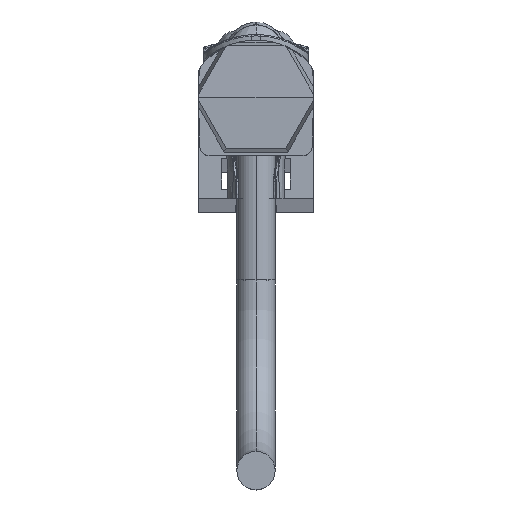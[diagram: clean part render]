
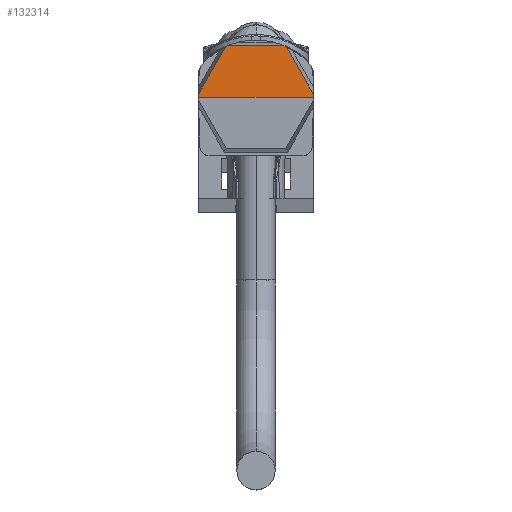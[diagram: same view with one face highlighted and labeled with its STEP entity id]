
A CAD part, top view. The second image highlights one B-rep face of the part: STEP entity #132314.
In plain terms, the highlighted planar face has unit normal (0, 0.018, 1).
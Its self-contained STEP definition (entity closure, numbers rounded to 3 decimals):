
#53481=CARTESIAN_POINT('',(3.161,7.618,420.658));
#53514=CARTESIAN_POINT('',(2.928,7.722,420.656));
#53515=CARTESIAN_POINT('',(3.006,7.689,420.657));
#53516=CARTESIAN_POINT('',(3.084,7.654,420.657));
#53517=CARTESIAN_POINT('',(3.161,7.618,420.658));
#53519=DIRECTION('',(-0.497,0.868,-0.015));
#53520=VECTOR('',#53519,5.7);
#53521=CARTESIAN_POINT('',(5.994,2.673,420.744));
#53522=LINE('',#53521,#53520);
#53523=DIRECTION('',(-0.017,1.,-0.017));
#53524=VECTOR('',#53523,0.323);
#53525=CARTESIAN_POINT('',(6.,2.35,420.75));
#53526=LINE('',#53525,#53524);
#53527=DIRECTION('',(1.,0.,0.));
#53528=VECTOR('',#53527,12.);
#53529=CARTESIAN_POINT('',(-6.,2.35,420.75));
#53530=LINE('',#53529,#53528);
#53531=DIRECTION('',(0.017,1.,-0.017));
#53532=VECTOR('',#53531,0.323);
#53533=CARTESIAN_POINT('',(-6.,2.35,420.75));
#53534=LINE('',#53533,#53532);
#53535=DIRECTION('',(-0.497,-0.868,0.015));
#53536=VECTOR('',#53535,5.7);
#53537=CARTESIAN_POINT('',(-3.161,7.618,
420.658));
#53538=LINE('',#53537,#53536);
#53539=CARTESIAN_POINT('',(-3.161,7.618,
420.658));
#53540=CARTESIAN_POINT('',(-3.084,7.654,
420.657));
#53541=CARTESIAN_POINT('',(-3.006,7.689,
420.657));
#53542=CARTESIAN_POINT('',(-2.927,7.722,
420.656));
#53544=DIRECTION('',(-1.,0.,0.));
#53545=VECTOR('',#53544,5.855);
#53546=CARTESIAN_POINT('',(2.928,7.722,420.656));
#53547=LINE('',#53546,#53545);
#55314=CARTESIAN_POINT('',(2.928,7.722,420.656));
#55320=CARTESIAN_POINT('',(-2.927,7.722,
420.656));
#55330=CARTESIAN_POINT('',(-3.161,7.618,
420.658));
#58951=CARTESIAN_POINT('',(-6.,2.35,420.75));
#58952=VERTEX_POINT('',#58951);
#58953=CARTESIAN_POINT('',(6.,2.35,420.75));
#58954=VERTEX_POINT('',#58953);
#58963=VERTEX_POINT('',#53481);
#58966=CARTESIAN_POINT('',(5.994,2.673,420.744));
#58968=VERTEX_POINT('',#58966);
#58969=VERTEX_POINT('',#55330);
#58972=CARTESIAN_POINT('',(-5.994,2.673,
420.744));
#58974=VERTEX_POINT('',#58972);
#58979=VERTEX_POINT('',#55314);
#58981=VERTEX_POINT('',#55320);
#132294=CARTESIAN_POINT('',(-6.64,2.35,420.75));
#132295=DIRECTION('',(0.,0.017,1.));
#132296=DIRECTION('',(1.,0.,0.));
#132297=AXIS2_PLACEMENT_3D('',#132294,#132295,#132296);
#132298=PLANE('',#132297);
#132299=ORIENTED_EDGE('',*,*,#132255,.T.);
#132300=ORIENTED_EDGE('',*,*,#132242,.F.);
#132301=ORIENTED_EDGE('',*,*,#132227,.F.);
#132303=ORIENTED_EDGE('',*,*,#132302,.F.);
#132305=ORIENTED_EDGE('',*,*,#132304,.T.);
#132307=ORIENTED_EDGE('',*,*,#132306,.F.);
#132309=ORIENTED_EDGE('',*,*,#132308,.T.);
#132311=ORIENTED_EDGE('',*,*,#132310,.F.);
#132312=EDGE_LOOP('',(#132299,#132300,#132301,#132303,#132305,#132307,#132309,
#132311));
#132313=FACE_OUTER_BOUND('',#132312,.F.);
#132314=ADVANCED_FACE('',(#132313),#132298,.T.);
#53518=B_SPLINE_CURVE_WITH_KNOTS('',3,(#53514,#53515,#53516,#53517),
.UNSPECIFIED.,.F.,.F.,(4,4),(0.,1.),.UNSPECIFIED.);
#53543=B_SPLINE_CURVE_WITH_KNOTS('',3,(#53539,#53540,#53541,#53542),
.UNSPECIFIED.,.F.,.F.,(4,4),(0.,1.),.UNSPECIFIED.);
#132227=EDGE_CURVE('',#58954,#58968,#53526,.T.);
#132242=EDGE_CURVE('',#58968,#58963,#53522,.T.);
#132255=EDGE_CURVE('',#58979,#58963,#53518,.T.);
#132302=EDGE_CURVE('',#58952,#58954,#53530,.T.);
#132304=EDGE_CURVE('',#58952,#58974,#53534,.T.);
#132306=EDGE_CURVE('',#58969,#58974,#53538,.T.);
#132308=EDGE_CURVE('',#58969,#58981,#53543,.T.);
#132310=EDGE_CURVE('',#58979,#58981,#53547,.T.);
